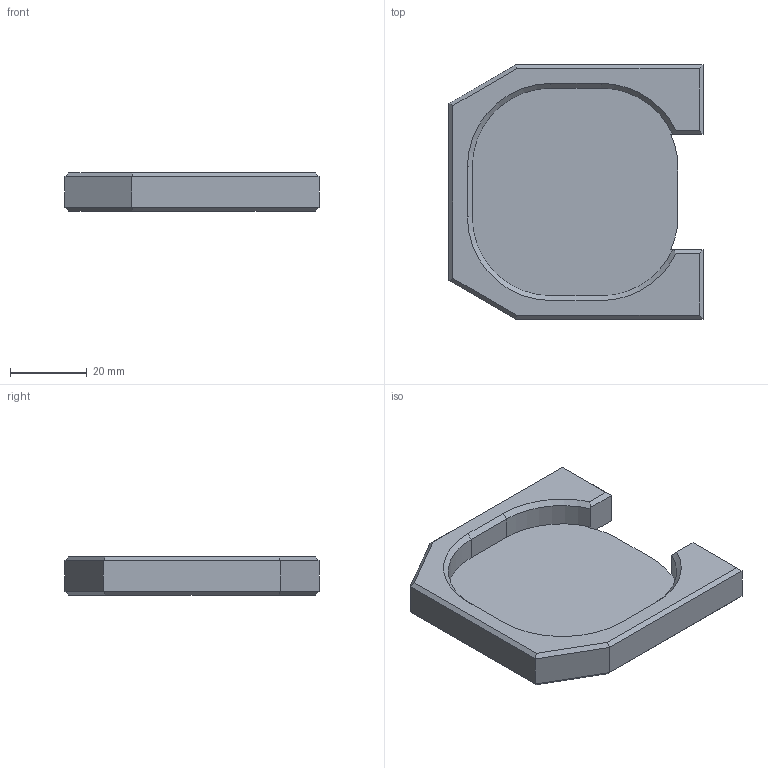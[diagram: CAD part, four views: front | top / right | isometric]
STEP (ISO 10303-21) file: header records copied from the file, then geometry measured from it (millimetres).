
FILE_DESCRIPTION(/* description */ (''),/* implementation_level */ '2;1');
FILE_NAME(/* name */ 'PlattaV2.stp',/* time_stamp */ '2020-04-30T15:30:41+02:00',/* author */ ('lgnds'),/* organization */ (''),/* preprocessor_version */ 'ST-DEVELOPER v18.1',/* originating_system */ 'Autodesk Inventor 2021',/* authorisation */ '');
FILE_SCHEMA (('AUTOMOTIVE_DESIGN { 1 0 10303 214 3 1 1 }'));
Length unit declared in the file: millimetre
Products named in the file (1): PlattaV2
Bounding box: 66 x 66 x 10 mm (x, y, z)
Volume: 21634.2 mm3; surface area: 11049.2 mm2
Topology: 1 solids, 1 shells, 50 faces, 118 edges, 70 vertices
Faces by surface type: plane 38, cone 6, cylinder 6
Entity records: 1431 total; most frequent: CARTESIAN_POINT 253, ORIENTED_EDGE 236, DIRECTION 232, EDGE_CURVE 118, LINE 94, VECTOR 94, VERTEX_POINT 70, AXIS2_PLACEMENT_3D 69
